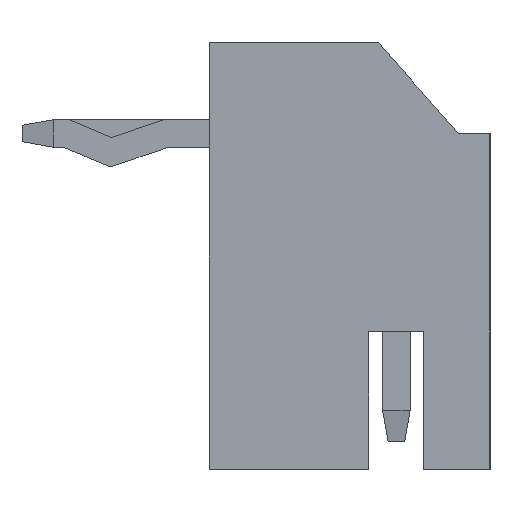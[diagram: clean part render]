
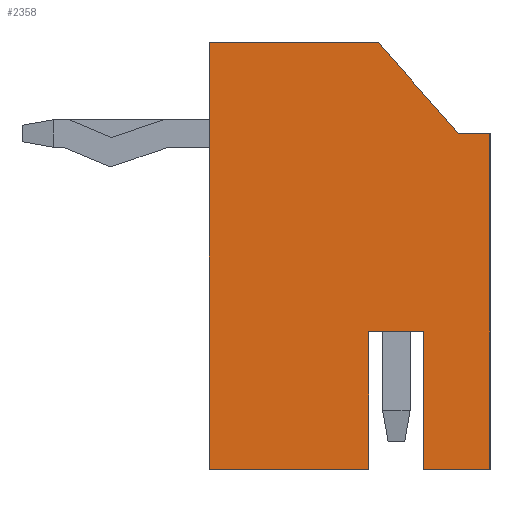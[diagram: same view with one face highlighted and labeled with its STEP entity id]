
A CAD part, left-side view. The second image highlights one B-rep face of the part: STEP entity #2358.
In plain terms, the highlighted planar face has unit normal (-1, 0, 0).
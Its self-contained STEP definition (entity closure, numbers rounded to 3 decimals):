
#32 = CARTESIAN_POINT ( 'NONE',  ( 6.95, -1.41, 6.744 ) ) ;
#91 = VECTOR ( 'NONE', #1020, 1000. ) ;
#94 = EDGE_CURVE ( 'NONE', #4408, #2245, #1855, .T. ) ;
#103 = DIRECTION ( 'NONE',  ( 0., -1., 0. ) ) ;
#164 = EDGE_CURVE ( 'NONE', #4848, #3276, #2312, .T. ) ;
#350 = CARTESIAN_POINT ( 'NONE',  ( 6.95, -1.35, 7.75 ) ) ;
#521 = LINE ( 'NONE', #32, #1574 ) ;
#543 = VECTOR ( 'NONE', #1363, 1000. ) ;
#552 = CARTESIAN_POINT ( 'NONE',  ( 6.95, -2.55, 7.75 ) ) ;
#644 = ORIENTED_EDGE ( 'NONE', *, *, #5536, .T. ) ;
#674 = CARTESIAN_POINT ( 'NONE',  ( 6.95, -1.978, 6.1 ) ) ;
#855 = LINE ( 'NONE', #350, #4746 ) ;
#882 = EDGE_CURVE ( 'NONE', #3300, #3276, #521, .T. ) ;
#910 = CARTESIAN_POINT ( 'NONE',  ( 6.95, -2.55, 7.75 ) ) ;
#1020 = DIRECTION ( 'NONE',  ( 0., -1., 0. ) ) ;
#1038 = ORIENTED_EDGE ( 'NONE', *, *, #1563, .T. ) ;
#1048 = DIRECTION ( 'NONE',  ( 0., -1., 0. ) ) ;
#1135 = ORIENTED_EDGE ( 'NONE', *, *, #2603, .T. ) ;
#1181 = CARTESIAN_POINT ( 'NONE',  ( 6.95, 2.55, 7.75 ) ) ;
#1223 = CARTESIAN_POINT ( 'NONE',  ( 6.95, -2.55, 0. ) ) ;
#1291 = CARTESIAN_POINT ( 'NONE',  ( 6.95, -1.35, 2.5 ) ) ;
#1363 = DIRECTION ( 'NONE',  ( 0., 1., 0. ) ) ;
#1421 = CARTESIAN_POINT ( 'NONE',  ( 6.95, -2.55, 6.1 ) ) ;
#1563 = EDGE_CURVE ( 'NONE', #4848, #2605, #5553, .T. ) ;
#1574 = VECTOR ( 'NONE', #3117, 1000. ) ;
#1612 = EDGE_CURVE ( 'NONE', #2605, #2243, #1706, .T. ) ;
#1657 = LINE ( 'NONE', #5161, #3394 ) ;
#1683 = CARTESIAN_POINT ( 'NONE',  ( 6.95, -0.35, 0. ) ) ;
#1706 = LINE ( 'NONE', #5240, #2696 ) ;
#1744 = ORIENTED_EDGE ( 'NONE', *, *, #5650, .F. ) ;
#1776 = DIRECTION ( 'NONE',  ( 0., 0., -1. ) ) ;
#1855 = LINE ( 'NONE', #3610, #5079 ) ;
#1871 = ORIENTED_EDGE ( 'NONE', *, *, #3229, .T. ) ;
#2077 = CARTESIAN_POINT ( 'NONE',  ( 6.95, -0.35, 7.75 ) ) ;
#2154 = DIRECTION ( 'NONE',  ( 0., 0., -1. ) ) ;
#2243 = VERTEX_POINT ( 'NONE', #1683 ) ;
#2245 = VERTEX_POINT ( 'NONE', #1223 ) ;
#2312 = LINE ( 'NONE', #552, #91 ) ;
#2358 = ADVANCED_FACE ( 'NONE', ( #4929 ), #5709, .F. ) ;
#2408 = LINE ( 'NONE', #4996, #3644 ) ;
#2437 = VERTEX_POINT ( 'NONE', #3725 ) ;
#2448 = LINE ( 'NONE', #2077, #3738 ) ;
#2603 = EDGE_CURVE ( 'NONE', #2243, #4989, #2448, .T. ) ;
#2605 = VERTEX_POINT ( 'NONE', #5120 ) ;
#2696 = VECTOR ( 'NONE', #3898, 1000. ) ;
#2873 = VECTOR ( 'NONE', #2939, 1000. ) ;
#2939 = DIRECTION ( 'NONE',  ( 0., 0., -1. ) ) ;
#3004 = AXIS2_PLACEMENT_3D ( 'NONE', #910, #4900, #1776 ) ;
#3117 = DIRECTION ( 'NONE',  ( 0., 0.662, 0.75 ) ) ;
#3199 = LINE ( 'NONE', #1421, #543 ) ;
#3229 = EDGE_CURVE ( 'NONE', #4989, #5100, #2408, .T. ) ;
#3276 = VERTEX_POINT ( 'NONE', #3710 ) ;
#3300 = VERTEX_POINT ( 'NONE', #674 ) ;
#3394 = VECTOR ( 'NONE', #3915, 1000. ) ;
#3610 = CARTESIAN_POINT ( 'NONE',  ( 6.95, -2.55, 0. ) ) ;
#3644 = VECTOR ( 'NONE', #103, 1000. ) ;
#3685 = ORIENTED_EDGE ( 'NONE', *, *, #4405, .T. ) ;
#3710 = CARTESIAN_POINT ( 'NONE',  ( 6.95, -0.523, 7.75 ) ) ;
#3725 = CARTESIAN_POINT ( 'NONE',  ( 6.95, -2.55, 6.1 ) ) ;
#3738 = VECTOR ( 'NONE', #5148, 1000. ) ;
#3849 = CARTESIAN_POINT ( 'NONE',  ( 6.95, -0.35, 2.5 ) ) ;
#3898 = DIRECTION ( 'NONE',  ( 0., -1., 0. ) ) ;
#3915 = DIRECTION ( 'NONE',  ( 0., 0., -1. ) ) ;
#4143 = CARTESIAN_POINT ( 'NONE',  ( 6.95, 2.55, 7.75 ) ) ;
#4405 = EDGE_CURVE ( 'NONE', #5100, #4408, #855, .T. ) ;
#4408 = VERTEX_POINT ( 'NONE', #5592 ) ;
#4746 = VECTOR ( 'NONE', #2154, 1000. ) ;
#4848 = VERTEX_POINT ( 'NONE', #4143 ) ;
#4877 = ORIENTED_EDGE ( 'NONE', *, *, #94, .T. ) ;
#4900 = DIRECTION ( 'NONE',  ( 1., 0., 0. ) ) ;
#4929 = FACE_OUTER_BOUND ( 'NONE', #5022, .T. ) ;
#4989 = VERTEX_POINT ( 'NONE', #3849 ) ;
#4996 = CARTESIAN_POINT ( 'NONE',  ( 6.95, -2.55, 2.5 ) ) ;
#5022 = EDGE_LOOP ( 'NONE', ( #644, #5600, #5373, #1038, #5511, #1135, #1871, #3685, #4877, #1744 ) ) ;
#5079 = VECTOR ( 'NONE', #1048, 1000. ) ;
#5100 = VERTEX_POINT ( 'NONE', #1291 ) ;
#5120 = CARTESIAN_POINT ( 'NONE',  ( 6.95, 2.55, 0. ) ) ;
#5148 = DIRECTION ( 'NONE',  ( 0., 0., 1. ) ) ;
#5161 = CARTESIAN_POINT ( 'NONE',  ( 6.95, -2.55, 7.75 ) ) ;
#5240 = CARTESIAN_POINT ( 'NONE',  ( 6.95, -2.55, 0. ) ) ;
#5373 = ORIENTED_EDGE ( 'NONE', *, *, #164, .F. ) ;
#5511 = ORIENTED_EDGE ( 'NONE', *, *, #1612, .T. ) ;
#5536 = EDGE_CURVE ( 'NONE', #2437, #3300, #3199, .T. ) ;
#5553 = LINE ( 'NONE', #1181, #2873 ) ;
#5592 = CARTESIAN_POINT ( 'NONE',  ( 6.95, -1.35, 0. ) ) ;
#5600 = ORIENTED_EDGE ( 'NONE', *, *, #882, .T. ) ;
#5650 = EDGE_CURVE ( 'NONE', #2437, #2245, #1657, .T. ) ;
#5709 = PLANE ( 'NONE',  #3004 ) ;
